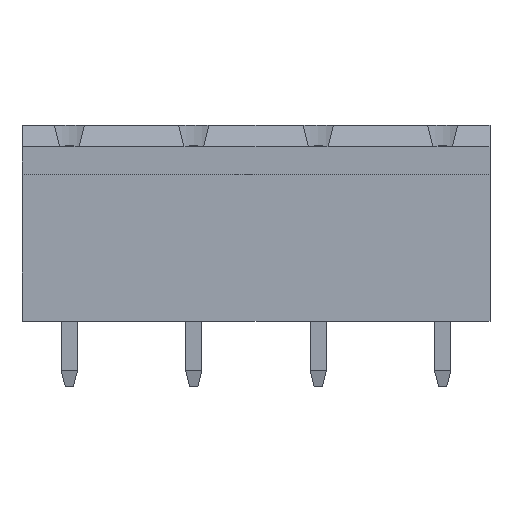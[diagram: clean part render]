
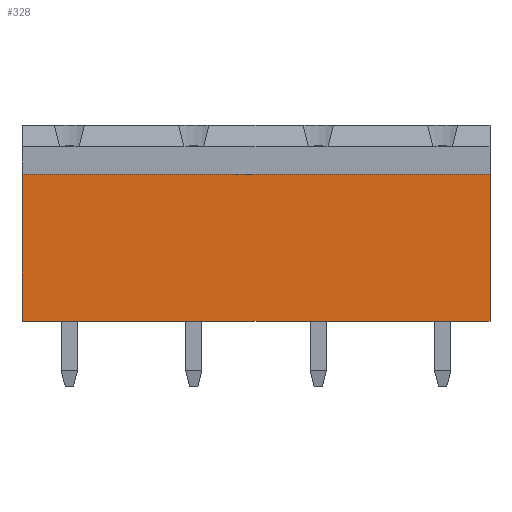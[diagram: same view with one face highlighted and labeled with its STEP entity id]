
A CAD part, front view. The second image highlights one B-rep face of the part: STEP entity #328.
In plain terms, the highlighted planar face has unit normal (0, -1, 0).
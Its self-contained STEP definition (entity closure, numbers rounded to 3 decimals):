
#328 = ADVANCED_FACE( '', ( #737 ), #738, .T. );
#737 = FACE_OUTER_BOUND( '', #1256, .T. );
#738 = PLANE( '', #1257 );
#1256 = EDGE_LOOP( '', ( #1990, #1991, #1992, #1993 ) );
#1257 = AXIS2_PLACEMENT_3D( '', #1994, #1995, #1996 );
#1990 = ORIENTED_EDGE( '', *, *, #3411, .F. );
#1991 = ORIENTED_EDGE( '', *, *, #3412, .F. );
#1992 = ORIENTED_EDGE( '', *, *, #3413, .T. );
#1993 = ORIENTED_EDGE( '', *, *, #3235, .T. );
#1994 = CARTESIAN_POINT( '', ( 14.33, -4.05, -6. ) );
#1995 = DIRECTION( '', ( 0., -1., 0. ) );
#1996 = DIRECTION( '', ( 0., 0., -1. ) );
#3235 = EDGE_CURVE( '', #3873, #3870, #3874, .T. );
#3411 = EDGE_CURVE( '', #4174, #3870, #4175, .T. );
#3412 = EDGE_CURVE( '', #4176, #4174, #4177, .T. );
#3413 = EDGE_CURVE( '', #4176, #3873, #4178, .T. );
#3870 = VERTEX_POINT( '', #4802 );
#3873 = VERTEX_POINT( '', #4806 );
#3874 = LINE( '', #4807, #4808 );
#4174 = VERTEX_POINT( '', #5248 );
#4175 = LINE( '', #5249, #5250 );
#4176 = VERTEX_POINT( '', #5251 );
#4177 = LINE( '', #5252, #5253 );
#4178 = LINE( '', #5254, #5255 );
#4802 = CARTESIAN_POINT( '', ( -14.33, -4.05, 3. ) );
#4806 = CARTESIAN_POINT( '', ( 14.33, -4.05, 3. ) );
#4807 = CARTESIAN_POINT( '', ( 14.33, -4.05, 3. ) );
#4808 = VECTOR( '', #6085, 1000. );
#5248 = CARTESIAN_POINT( '', ( -14.33, -4.05, -6. ) );
#5249 = CARTESIAN_POINT( '', ( -14.33, -4.05, -6. ) );
#5250 = VECTOR( '', #6241, 1000. );
#5251 = CARTESIAN_POINT( '', ( 14.33, -4.05, -6. ) );
#5252 = CARTESIAN_POINT( '', ( 14.33, -4.05, -6. ) );
#5253 = VECTOR( '', #6242, 1000. );
#5254 = CARTESIAN_POINT( '', ( 14.33, -4.05, -6. ) );
#5255 = VECTOR( '', #6243, 1000. );
#6085 = DIRECTION( '', ( -1., 0., 0. ) );
#6241 = DIRECTION( '', ( 0., 0., 1. ) );
#6242 = DIRECTION( '', ( -1., 0., 0. ) );
#6243 = DIRECTION( '', ( 0., 0., 1. ) );
